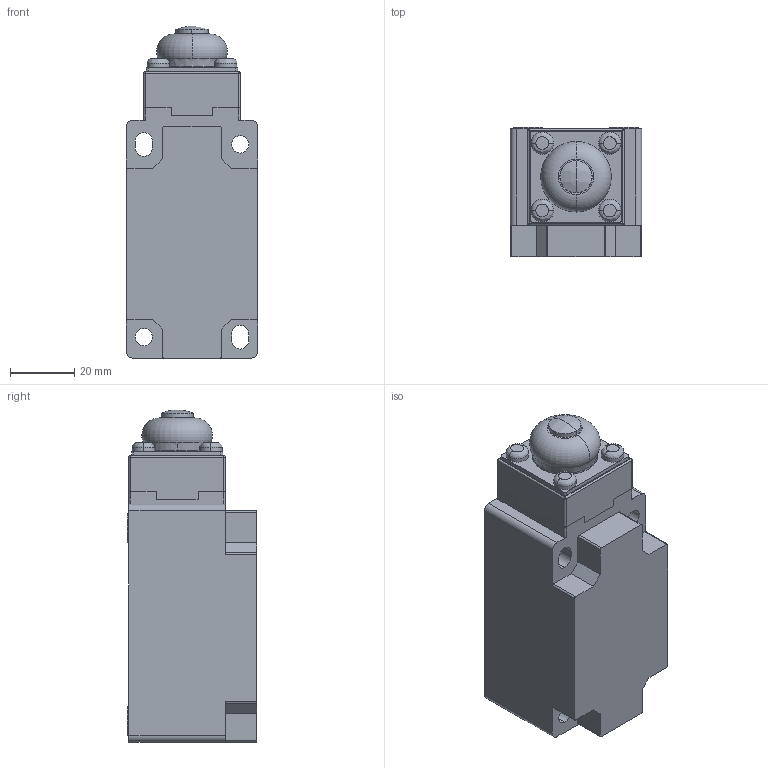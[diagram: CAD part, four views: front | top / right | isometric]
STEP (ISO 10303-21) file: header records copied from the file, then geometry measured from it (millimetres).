
FILE_DESCRIPTION (( 'STEP AP214' ), '1' );
FILE_NAME ('ABP1H14Z11.step', '2017-12-19T21:07:04', ( '' ), ( '' ), 'SwSTEP 2.0', 'SolidWorks 2017', '' );
FILE_SCHEMA (( 'AUTOMOTIVE_DESIGN' ));
Length unit declared in the file: inch
Products named in the file (1): ABP1H14Z11
Bounding box: 41 x 40.25 x 103.36 mm (x, y, z)
Volume: 126540.2 mm3; surface area: 24262.9 mm2
Topology: 3 solids, 3 shells, 173 faces, 447 edges, 289 vertices
Faces by surface type: plane 77, cylinder 74, bspline 18, torus 2, cone 2
Entity records: 7819 total; most frequent: CARTESIAN_POINT 1201, DIRECTION 928, ORIENTED_EDGE 888, EDGE_CURVE 444, AXIS2_PLACEMENT_3D 336, VERTEX_POINT 289, LINE 256, VECTOR 256
